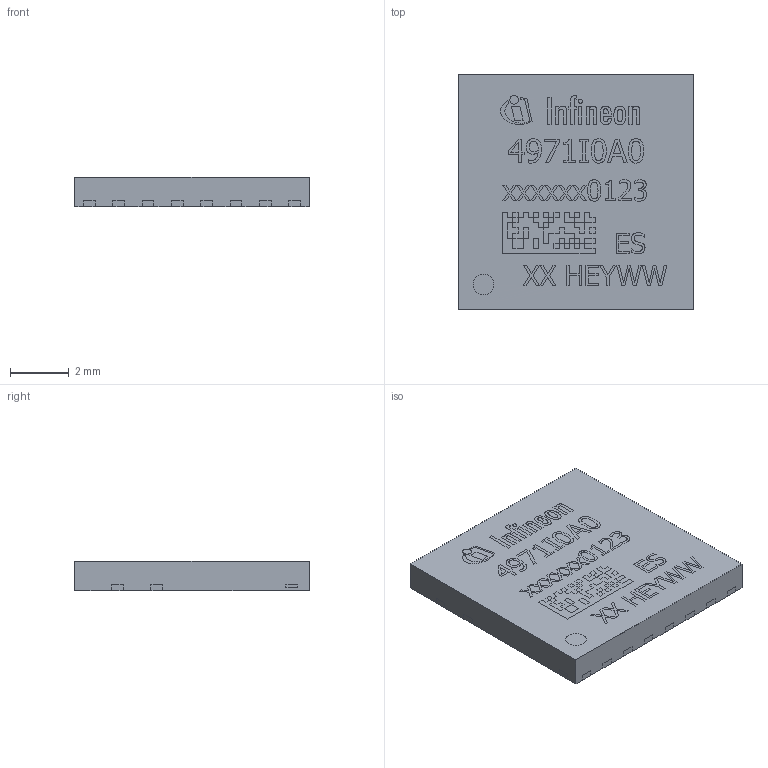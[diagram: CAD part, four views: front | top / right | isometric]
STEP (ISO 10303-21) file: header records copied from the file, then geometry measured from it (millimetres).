
FILE_DESCRIPTION(/* description */ (''),/* implementation_level */ '2;1');
FILE_NAME(/* name */ 'PG-TISON-8-5.stp',/* time_stamp */ '2019-02-28T06:20:13+01:00',/* author */ ('heppnerh'),/* organization */ (''),/* preprocessor_version */ 'ST-DEVELOPER v17',/* originating_system */ 'Autodesk Inventor 2018',/* authorisation */ '');
FILE_SCHEMA (('AUTOMOTIVE_DESIGN { 1 0 10303 214 3 1 1 }'));
Products named in the file (3): PG-TISON-8-5; PG-TISON-8-5_LF+Chip; PG-TISON-8-5_Mold
Assembly tree (2 placements, depth 2):
  PG-TISON-8-5
    PG-TISON-8-5_LF+Chip
    PG-TISON-8-5_Mold
Bounding box: 8 x 8 x 1 mm (x, y, z)
Surface area: 434.3 mm2
Topology: 44 solids, 44 shells, 1939 faces, 5452 edges, 3753 vertices
Faces by surface type: plane 1579, cylinder 296, bspline 32, torus 32
Full cylindrical faces by diameter (mm): 0.08 x16
Entity records: 66573 total; most frequent: CARTESIAN_POINT 14550, ORIENTED_EDGE 10904, DIRECTION 9842, EDGE_CURVE 5452, LINE 4528, VECTOR 4528, VERTEX_POINT 3753, AXIS2_PLACEMENT_3D 2657
